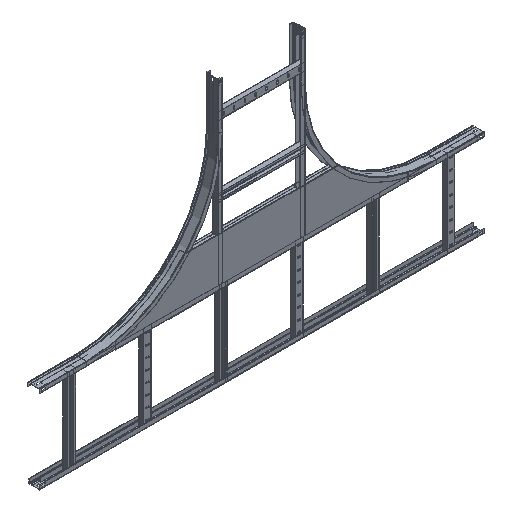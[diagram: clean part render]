
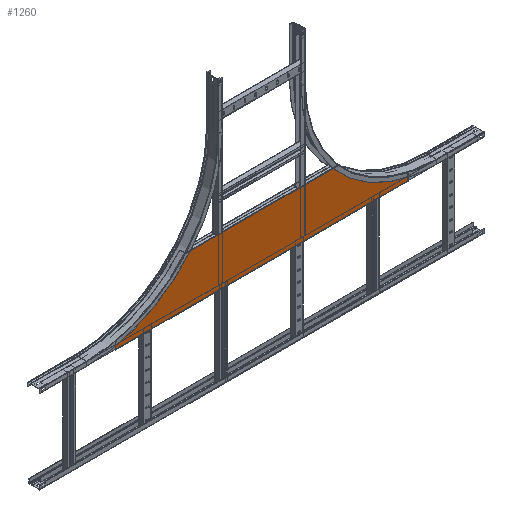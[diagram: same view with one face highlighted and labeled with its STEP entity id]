
A CAD part, isometric view. The second image highlights one B-rep face of the part: STEP entity #1260.
In plain terms, the highlighted planar face has unit normal (0, -1, 0).
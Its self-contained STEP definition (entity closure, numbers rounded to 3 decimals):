
#112 = DIRECTION ( 'NONE',  ( 0., -1., 0. ) ) ;
#233 = CARTESIAN_POINT ( 'NONE',  ( 664.118, -1.2, -359.764 ) ) ;
#744 = LINE ( 'NONE', #9442, #5804 ) ;
#914 = ORIENTED_EDGE ( 'NONE', *, *, #7501, .F. ) ;
#1140 = DIRECTION ( 'NONE',  ( 0., -1., 0. ) ) ;
#1178 = CARTESIAN_POINT ( 'NONE',  ( -349.051, -1.2, -173.2 ) ) ;
#1260 = ADVANCED_FACE ( 'NONE', ( #10255 ), #4209, .F. ) ;
#1554 = AXIS2_PLACEMENT_3D ( 'NONE', #3227, #1140, #2117 ) ;
#1601 = CIRCLE ( 'NONE', #1554, 5. ) ;
#1694 = LINE ( 'NONE', #12593, #7063 ) ;
#2070 = DIRECTION ( 'NONE',  ( 0., 0., -1. ) ) ;
#2117 = DIRECTION ( 'NONE',  ( 0., 0., 1. ) ) ;
#2213 = VECTOR ( 'NONE', #2943, 1000. ) ;
#2496 = DIRECTION ( 'NONE',  ( -1., 0., 0. ) ) ;
#2861 = CARTESIAN_POINT ( 'NONE',  ( -668., -1.2, 226.8 ) ) ;
#2943 = DIRECTION ( 'NONE',  ( 0., 0., -1. ) ) ;
#3076 = EDGE_CURVE ( 'NONE', #11552, #3874, #12416, .T. ) ;
#3105 = DIRECTION ( 'NONE',  ( 0., 0., 1. ) ) ;
#3227 = CARTESIAN_POINT ( 'NONE',  ( 663., -1.2, -364.637 ) ) ;
#3253 = EDGE_CURVE ( 'NONE', #11614, #4899, #744, .T. ) ;
#3441 = ORIENTED_EDGE ( 'NONE', *, *, #12589, .T. ) ;
#3874 = VERTEX_POINT ( 'NONE', #233 ) ;
#4161 = ORIENTED_EDGE ( 'NONE', *, *, #3253, .F. ) ;
#4209 = PLANE ( 'NONE',  #7852 ) ;
#4385 = VERTEX_POINT ( 'NONE', #7065 ) ;
#4525 = DIRECTION ( 'NONE',  ( 0., 0., 1. ) ) ;
#4527 = EDGE_CURVE ( 'NONE', #4899, #7182, #10451, .T. ) ;
#4739 = ORIENTED_EDGE ( 'NONE', *, *, #5238, .T. ) ;
#4899 = VERTEX_POINT ( 'NONE', #11941 ) ;
#5111 = VECTOR ( 'NONE', #5264, 1000. ) ;
#5238 = EDGE_CURVE ( 'NONE', #4385, #7182, #7562, .T. ) ;
#5264 = DIRECTION ( 'NONE',  ( -1., 0., 0. ) ) ;
#5804 = VECTOR ( 'NONE', #7307, 1000. ) ;
#6266 = CARTESIAN_POINT ( 'NONE',  ( -798.677, -1.2, 226.8 ) ) ;
#6561 = CIRCLE ( 'NONE', #11651, 5. ) ;
#7063 = VECTOR ( 'NONE', #2496, 1000. ) ;
#7065 = CARTESIAN_POINT ( 'NONE',  ( -668., -1.2, -364.637 ) ) ;
#7181 = VERTEX_POINT ( 'NONE', #1178 ) ;
#7182 = VERTEX_POINT ( 'NONE', #12230 ) ;
#7230 = CIRCLE ( 'NONE', #11729, 601.8 ) ;
#7307 = DIRECTION ( 'NONE',  ( 0., 0., -1. ) ) ;
#7321 = CARTESIAN_POINT ( 'NONE',  ( -990.5, -1.2, -393.2 ) ) ;
#7501 = EDGE_CURVE ( 'NONE', #11029, #7181, #7230, .T. ) ;
#7562 = LINE ( 'NONE', #2861, #2213 ) ;
#7852 = AXIS2_PLACEMENT_3D ( 'NONE', #6266, #11115, #3105 ) ;
#8221 = CARTESIAN_POINT ( 'NONE',  ( 798.677, -1.2, 226.8 ) ) ;
#8268 = EDGE_CURVE ( 'NONE', #11029, #4385, #6561, .T. ) ;
#8379 = CARTESIAN_POINT ( 'NONE',  ( 349.051, -1.2, -173.2 ) ) ;
#9442 = CARTESIAN_POINT ( 'NONE',  ( 668., -1.2, -395.4 ) ) ;
#9481 = CARTESIAN_POINT ( 'NONE',  ( -798.677, -1.2, 226.8 ) ) ;
#9610 = ORIENTED_EDGE ( 'NONE', *, *, #8268, .T. ) ;
#9640 = AXIS2_PLACEMENT_3D ( 'NONE', #8221, #112, #2070 ) ;
#9703 = ORIENTED_EDGE ( 'NONE', *, *, #9704, .T. ) ;
#9704 = EDGE_CURVE ( 'NONE', #11552, #7181, #1694, .T. ) ;
#10255 = FACE_OUTER_BOUND ( 'NONE', #11224, .T. ) ;
#10451 = LINE ( 'NONE', #7321, #5111 ) ;
#10506 = DIRECTION ( 'NONE',  ( 0., -1., 0. ) ) ;
#10673 = CARTESIAN_POINT ( 'NONE',  ( 668., -1.2, -364.637 ) ) ;
#11029 = VERTEX_POINT ( 'NONE', #12097 ) ;
#11055 = ORIENTED_EDGE ( 'NONE', *, *, #4527, .F. ) ;
#11115 = DIRECTION ( 'NONE',  ( 0., 1., 0. ) ) ;
#11224 = EDGE_LOOP ( 'NONE', ( #914, #9610, #4739, #11055, #4161, #3441, #12130, #9703 ) ) ;
#11552 = VERTEX_POINT ( 'NONE', #8379 ) ;
#11614 = VERTEX_POINT ( 'NONE', #10673 ) ;
#11651 = AXIS2_PLACEMENT_3D ( 'NONE', #11655, #10506, #4525 ) ;
#11655 = CARTESIAN_POINT ( 'NONE',  ( -663., -1.2, -364.637 ) ) ;
#11729 = AXIS2_PLACEMENT_3D ( 'NONE', #9481, #12639, #12524 ) ;
#11941 = CARTESIAN_POINT ( 'NONE',  ( 668., -1.2, -393.2 ) ) ;
#12097 = CARTESIAN_POINT ( 'NONE',  ( -664.118, -1.2, -359.764 ) ) ;
#12130 = ORIENTED_EDGE ( 'NONE', *, *, #3076, .F. ) ;
#12230 = CARTESIAN_POINT ( 'NONE',  ( -668., -1.2, -393.2 ) ) ;
#12416 = CIRCLE ( 'NONE', #9640, 601.8 ) ;
#12524 = DIRECTION ( 'NONE',  ( 0., 0., 1. ) ) ;
#12589 = EDGE_CURVE ( 'NONE', #11614, #3874, #1601, .T. ) ;
#12593 = CARTESIAN_POINT ( 'NONE',  ( -560., -1.2, -173.2 ) ) ;
#12639 = DIRECTION ( 'NONE',  ( 0., -1., 0. ) ) ;
